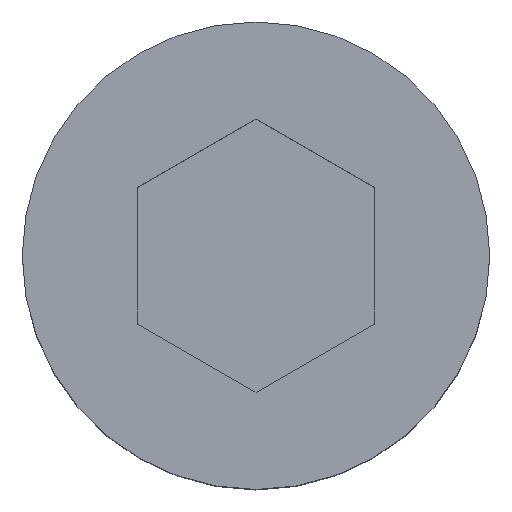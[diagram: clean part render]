
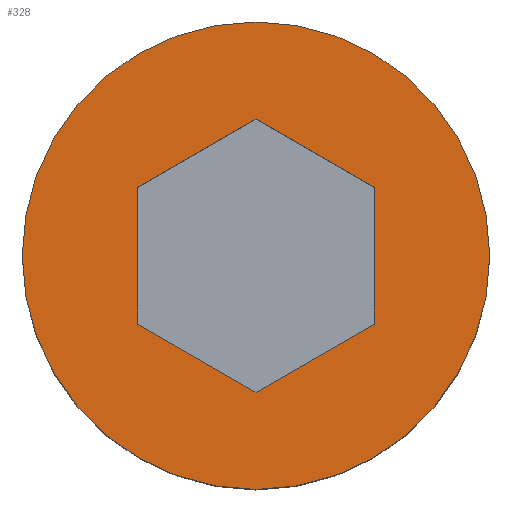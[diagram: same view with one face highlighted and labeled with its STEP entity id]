
A CAD part, top view. The second image highlights one B-rep face of the part: STEP entity #328.
In plain terms, the highlighted planar face has unit normal (0, 0, 1).
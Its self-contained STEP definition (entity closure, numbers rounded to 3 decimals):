
#5 = PLANE ( 'NONE',  #244 ) ;
#11 = ORIENTED_EDGE ( 'NONE', *, *, #24, .F. ) ;
#20 = EDGE_CURVE ( 'NONE', #260, #354, #65, .T. ) ;
#24 = EDGE_CURVE ( 'NONE', #291, #148, #90, .T. ) ;
#25 = CARTESIAN_POINT ( 'NONE',  ( -4.05, -2.338, 10. ) ) ;
#31 = CARTESIAN_POINT ( 'NONE',  ( 0., 4.677, 10. ) ) ;
#32 = VECTOR ( 'NONE', #234, 1000. ) ;
#45 = EDGE_CURVE ( 'NONE', #189, #80, #300, .T. ) ;
#58 = CARTESIAN_POINT ( 'NONE',  ( -8., 0., 10. ) ) ;
#63 = CARTESIAN_POINT ( 'NONE',  ( 4.05, -2.338, 10. ) ) ;
#65 = LINE ( 'NONE', #344, #117 ) ;
#66 = EDGE_LOOP ( 'NONE', ( #433, #341, #128, #229, #11, #278 ) ) ;
#74 = CARTESIAN_POINT ( 'NONE',  ( 8., 0., 10. ) ) ;
#80 = VERTEX_POINT ( 'NONE', #58 ) ;
#90 = LINE ( 'NONE', #63, #208 ) ;
#91 = CARTESIAN_POINT ( 'NONE',  ( -4.05, 2.338, 10. ) ) ;
#94 = CIRCLE ( 'NONE', #118, 8. ) ;
#102 = LINE ( 'NONE', #255, #307 ) ;
#108 = EDGE_LOOP ( 'NONE', ( #113, #368 ) ) ;
#113 = ORIENTED_EDGE ( 'NONE', *, *, #449, .T. ) ;
#117 = VECTOR ( 'NONE', #352, 1000. ) ;
#118 = AXIS2_PLACEMENT_3D ( 'NONE', #364, #395, #432 ) ;
#124 = CARTESIAN_POINT ( 'NONE',  ( 0., 0., 10. ) ) ;
#128 = ORIENTED_EDGE ( 'NONE', *, *, #409, .F. ) ;
#129 = CARTESIAN_POINT ( 'NONE',  ( 4.05, -2.338, 10. ) ) ;
#136 = EDGE_CURVE ( 'NONE', #207, #291, #324, .T. ) ;
#139 = CARTESIAN_POINT ( 'NONE',  ( 0., 0., 10. ) ) ;
#140 = LINE ( 'NONE', #147, #347 ) ;
#147 = CARTESIAN_POINT ( 'NONE',  ( 0., 4.677, 10. ) ) ;
#148 = VERTEX_POINT ( 'NONE', #254 ) ;
#171 = DIRECTION ( 'NONE',  ( 0., 1., 0. ) ) ;
#182 = FACE_BOUND ( 'NONE', #66, .T. ) ;
#189 = VERTEX_POINT ( 'NONE', #74 ) ;
#207 = VERTEX_POINT ( 'NONE', #399 ) ;
#208 = VECTOR ( 'NONE', #171, 1000. ) ;
#217 = CARTESIAN_POINT ( 'NONE',  ( -4.05, -2.338, 10. ) ) ;
#229 = ORIENTED_EDGE ( 'NONE', *, *, #361, .F. ) ;
#234 = DIRECTION ( 'NONE',  ( 0.866, -0.5, 0. ) ) ;
#236 = LINE ( 'NONE', #25, #32 ) ;
#244 = AXIS2_PLACEMENT_3D ( 'NONE', #139, #330, #358 ) ;
#248 = CARTESIAN_POINT ( 'NONE',  ( 0., -4.677, 10. ) ) ;
#254 = CARTESIAN_POINT ( 'NONE',  ( 4.05, 2.338, 10. ) ) ;
#255 = CARTESIAN_POINT ( 'NONE',  ( 4.05, 2.338, 10. ) ) ;
#260 = VERTEX_POINT ( 'NONE', #91 ) ;
#273 = EDGE_CURVE ( 'NONE', #354, #207, #236, .T. ) ;
#276 = VECTOR ( 'NONE', #391, 1000. ) ;
#278 = ORIENTED_EDGE ( 'NONE', *, *, #136, .F. ) ;
#283 = FACE_OUTER_BOUND ( 'NONE', #108, .T. ) ;
#291 = VERTEX_POINT ( 'NONE', #129 ) ;
#300 = CIRCLE ( 'NONE', #362, 8. ) ;
#305 = DIRECTION ( 'NONE',  ( 0., 0., 1. ) ) ;
#307 = VECTOR ( 'NONE', #389, 1000. ) ;
#324 = LINE ( 'NONE', #248, #276 ) ;
#328 = ADVANCED_FACE ( 'NONE', ( #182, #283 ), #5, .T. ) ;
#330 = DIRECTION ( 'NONE',  ( 0., 0., 1. ) ) ;
#341 = ORIENTED_EDGE ( 'NONE', *, *, #20, .F. ) ;
#344 = CARTESIAN_POINT ( 'NONE',  ( -4.05, 2.338, 10. ) ) ;
#347 = VECTOR ( 'NONE', #353, 1000. ) ;
#351 = DIRECTION ( 'NONE',  ( 1., 0., 0. ) ) ;
#352 = DIRECTION ( 'NONE',  ( 0., -1., 0. ) ) ;
#353 = DIRECTION ( 'NONE',  ( -0.866, -0.5, 0. ) ) ;
#354 = VERTEX_POINT ( 'NONE', #217 ) ;
#358 = DIRECTION ( 'NONE',  ( 1., 0., 0. ) ) ;
#361 = EDGE_CURVE ( 'NONE', #148, #411, #102, .T. ) ;
#362 = AXIS2_PLACEMENT_3D ( 'NONE', #124, #305, #351 ) ;
#364 = CARTESIAN_POINT ( 'NONE',  ( 0., 0., 10. ) ) ;
#368 = ORIENTED_EDGE ( 'NONE', *, *, #45, .T. ) ;
#389 = DIRECTION ( 'NONE',  ( -0.866, 0.5, 0. ) ) ;
#391 = DIRECTION ( 'NONE',  ( 0.866, 0.5, 0. ) ) ;
#395 = DIRECTION ( 'NONE',  ( 0., 0., 1. ) ) ;
#399 = CARTESIAN_POINT ( 'NONE',  ( 0., -4.677, 10. ) ) ;
#409 = EDGE_CURVE ( 'NONE', #411, #260, #140, .T. ) ;
#411 = VERTEX_POINT ( 'NONE', #31 ) ;
#432 = DIRECTION ( 'NONE',  ( 1., 0., 0. ) ) ;
#433 = ORIENTED_EDGE ( 'NONE', *, *, #273, .F. ) ;
#449 = EDGE_CURVE ( 'NONE', #80, #189, #94, .T. ) ;
